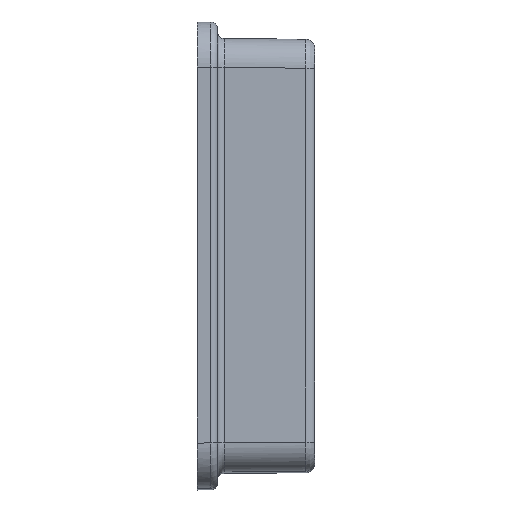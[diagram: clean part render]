
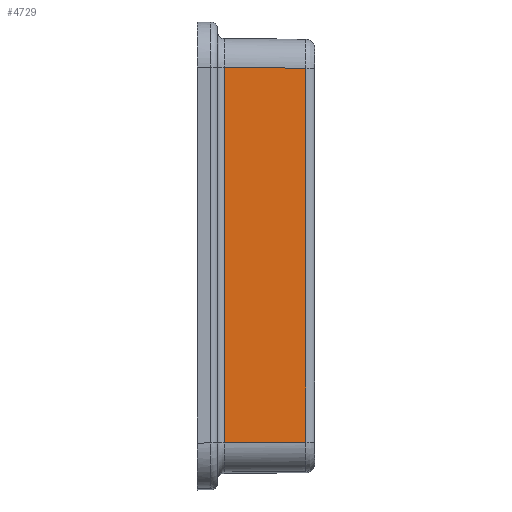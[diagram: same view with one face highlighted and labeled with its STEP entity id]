
A CAD part, top view. The second image highlights one B-rep face of the part: STEP entity #4729.
In plain terms, the highlighted planar face has unit normal (0.009, 0, 1).
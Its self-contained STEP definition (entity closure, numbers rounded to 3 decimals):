
#1340=DIRECTION('',(0.,1.,0.));
#1341=VECTOR('',#1340,82.581);
#1342=CARTESIAN_POINT('',(24.017,-41.291,106.19));
#1343=LINE('',#1342,#1341);
#1358=DIRECTION('',(0.,1.,0.));
#1359=VECTOR('',#1358,82.896);
#1360=CARTESIAN_POINT('',(5.987,-41.448,106.348));
#1361=LINE('',#1360,#1359);
#1362=DIRECTION('',(-1.,0.009,0.009));
#1363=VECTOR('',#1362,18.032);
#1364=CARTESIAN_POINT('',(24.017,41.291,106.19));
#1365=LINE('',#1364,#1363);
#1366=DIRECTION('',(-1.,-0.009,0.009));
#1367=VECTOR('',#1366,18.032);
#1368=CARTESIAN_POINT('',(24.017,-41.291,106.19));
#1369=LINE('',#1368,#1367);
#1879=CARTESIAN_POINT('',(24.017,41.291,106.19));
#1881=CARTESIAN_POINT('',(5.987,41.448,106.348));
#2106=CARTESIAN_POINT('',(24.017,-41.291,106.19));
#2112=CARTESIAN_POINT('',(5.987,-41.448,106.348));
#2739=VERTEX_POINT('',#2112);
#2815=VERTEX_POINT('',#2106);
#2990=VERTEX_POINT('',#1881);
#3066=VERTEX_POINT('',#1879);
#4715=CARTESIAN_POINT('',(0.,-23.95,106.4));
#4716=DIRECTION('',(-0.009,0.,-1.));
#4717=DIRECTION('',(0.,-1.,0.));
#4718=AXIS2_PLACEMENT_3D('',#4715,#4716,#4717);
#4719=PLANE('',#4718);
#4721=ORIENTED_EDGE('',*,*,#4720,.T.);
#4723=ORIENTED_EDGE('',*,*,#4722,.F.);
#4724=ORIENTED_EDGE('',*,*,#4705,.F.);
#4726=ORIENTED_EDGE('',*,*,#4725,.T.);
#4727=EDGE_LOOP('',(#4721,#4723,#4724,#4726));
#4728=FACE_OUTER_BOUND('',#4727,.F.);
#4729=ADVANCED_FACE('',(#4728),#4719,.F.);
#4705=EDGE_CURVE('',#2815,#3066,#1343,.T.);
#4720=EDGE_CURVE('',#2739,#2990,#1361,.T.);
#4722=EDGE_CURVE('',#3066,#2990,#1365,.T.);
#4725=EDGE_CURVE('',#2815,#2739,#1369,.T.);
